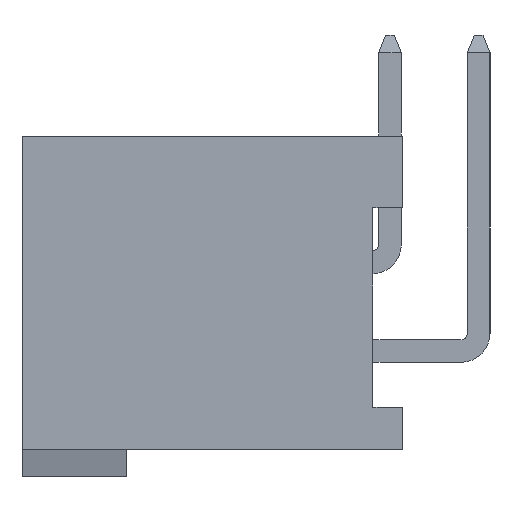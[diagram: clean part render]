
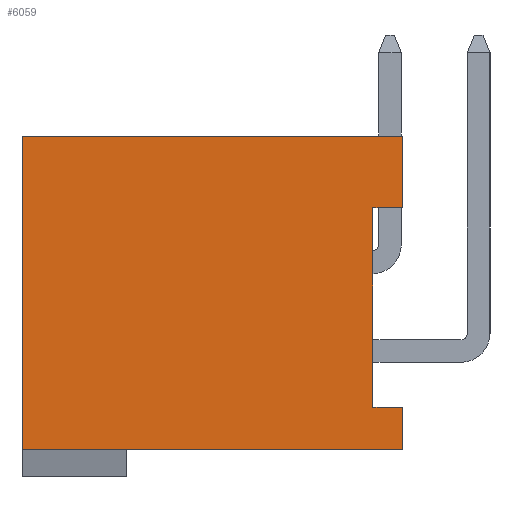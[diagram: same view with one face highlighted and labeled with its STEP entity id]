
A CAD part, left-side view. The second image highlights one B-rep face of the part: STEP entity #6059.
In plain terms, the highlighted planar face has unit normal (-1, 0, 0).
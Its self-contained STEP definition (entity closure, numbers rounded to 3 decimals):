
#55 = LINE ( 'NONE', #13712, #11411 ) ;
#145 = ORIENTED_EDGE ( 'NONE', *, *, #8338, .T. ) ;
#595 = CARTESIAN_POINT ( 'NONE',  ( -13.87, -5.45, -4.1 ) ) ;
#674 = EDGE_LOOP ( 'NONE', ( #13992, #7479, #10514, #5268, #9434, #11316, #145, #8432 ) ) ;
#935 = VERTEX_POINT ( 'NONE', #5670 ) ;
#1015 = CARTESIAN_POINT ( 'NONE',  ( -13.87, 5.45, -4.1 ) ) ;
#1437 = LINE ( 'NONE', #13947, #3985 ) ;
#1533 = CARTESIAN_POINT ( 'NONE',  ( -13.87, 5.45, 4.875 ) ) ;
#1550 = CARTESIAN_POINT ( 'NONE',  ( -13.87, 5.45, -4.875 ) ) ;
#1629 = LINE ( 'NONE', #2810, #12889 ) ;
#1677 = LINE ( 'NONE', #13983, #12949 ) ;
#1687 = DIRECTION ( 'NONE',  ( 0., -1., 0. ) ) ;
#1815 = VERTEX_POINT ( 'NONE', #595 ) ;
#1879 = EDGE_CURVE ( 'NONE', #9966, #1815, #1437, .T. ) ;
#2013 = DIRECTION ( 'NONE',  ( 0., 1., 0. ) ) ;
#2237 = LINE ( 'NONE', #1550, #13508 ) ;
#2611 = DIRECTION ( 'NONE',  ( 0., 0., -1. ) ) ;
#2682 = EDGE_CURVE ( 'NONE', #935, #5022, #11847, .T. ) ;
#2810 = CARTESIAN_POINT ( 'NONE',  ( -13.87, -5.45, -4.875 ) ) ;
#3069 = VERTEX_POINT ( 'NONE', #8555 ) ;
#3085 = VECTOR ( 'NONE', #8252, 1000. ) ;
#3425 = EDGE_CURVE ( 'NONE', #13316, #1815, #11294, .T. ) ;
#3537 = CARTESIAN_POINT ( 'NONE',  ( -13.87, -4.6, -2.875 ) ) ;
#3923 = CARTESIAN_POINT ( 'NONE',  ( -13.87, -4.6, -4.875 ) ) ;
#3985 = VECTOR ( 'NONE', #13764, 1000. ) ;
#4005 = DIRECTION ( 'NONE',  ( 0., 1., 0. ) ) ;
#4025 = VERTEX_POINT ( 'NONE', #1533 ) ;
#4375 = CARTESIAN_POINT ( 'NONE',  ( -13.87, 5.45, -4.875 ) ) ;
#4846 = EDGE_CURVE ( 'NONE', #4025, #13316, #2237, .T. ) ;
#4980 = EDGE_CURVE ( 'NONE', #9454, #935, #11786, .T. ) ;
#5022 = VERTEX_POINT ( 'NONE', #6173 ) ;
#5268 = ORIENTED_EDGE ( 'NONE', *, *, #11670, .T. ) ;
#5483 = DIRECTION ( 'NONE',  ( 0., 0., 1. ) ) ;
#5490 = CARTESIAN_POINT ( 'NONE',  ( -13.87, 5.45, 2.825 ) ) ;
#5670 = CARTESIAN_POINT ( 'NONE',  ( -13.87, -4.6, 2.825 ) ) ;
#5686 = DIRECTION ( 'NONE',  ( 0., -1., 0. ) ) ;
#6046 = VECTOR ( 'NONE', #5686, 1000. ) ;
#6059 = ADVANCED_FACE ( 'NONE', ( #11399 ), #14173, .T. ) ;
#6173 = CARTESIAN_POINT ( 'NONE',  ( -13.87, -5.45, 2.825 ) ) ;
#7137 = CARTESIAN_POINT ( 'NONE',  ( -13.87, 5.45, -4.1 ) ) ;
#7479 = ORIENTED_EDGE ( 'NONE', *, *, #3425, .T. ) ;
#8252 = DIRECTION ( 'NONE',  ( 0., 0., 1. ) ) ;
#8338 = EDGE_CURVE ( 'NONE', #5022, #3069, #1629, .T. ) ;
#8432 = ORIENTED_EDGE ( 'NONE', *, *, #11757, .T. ) ;
#8555 = CARTESIAN_POINT ( 'NONE',  ( -13.87, -5.45, 4.875 ) ) ;
#9329 = DIRECTION ( 'NONE',  ( 0., 0., 1. ) ) ;
#9434 = ORIENTED_EDGE ( 'NONE', *, *, #4980, .T. ) ;
#9454 = VERTEX_POINT ( 'NONE', #3537 ) ;
#9729 = AXIS2_PLACEMENT_3D ( 'NONE', #4375, #12028, #5483 ) ;
#9966 = VERTEX_POINT ( 'NONE', #13984 ) ;
#10514 = ORIENTED_EDGE ( 'NONE', *, *, #1879, .F. ) ;
#11294 = LINE ( 'NONE', #7137, #13864 ) ;
#11316 = ORIENTED_EDGE ( 'NONE', *, *, #2682, .T. ) ;
#11399 = FACE_OUTER_BOUND ( 'NONE', #674, .T. ) ;
#11411 = VECTOR ( 'NONE', #4005, 1000. ) ;
#11670 = EDGE_CURVE ( 'NONE', #9966, #9454, #55, .T. ) ;
#11757 = EDGE_CURVE ( 'NONE', #3069, #4025, #1677, .T. ) ;
#11786 = LINE ( 'NONE', #3923, #3085 ) ;
#11847 = LINE ( 'NONE', #5490, #6046 ) ;
#12028 = DIRECTION ( 'NONE',  ( -1., 0., 0. ) ) ;
#12889 = VECTOR ( 'NONE', #9329, 1000. ) ;
#12949 = VECTOR ( 'NONE', #2013, 1000. ) ;
#13316 = VERTEX_POINT ( 'NONE', #1015 ) ;
#13508 = VECTOR ( 'NONE', #2611, 1000. ) ;
#13712 = CARTESIAN_POINT ( 'NONE',  ( -13.87, 5.45, -2.875 ) ) ;
#13764 = DIRECTION ( 'NONE',  ( 0., 0., -1. ) ) ;
#13864 = VECTOR ( 'NONE', #1687, 1000. ) ;
#13947 = CARTESIAN_POINT ( 'NONE',  ( -13.87, -5.45, -4.875 ) ) ;
#13983 = CARTESIAN_POINT ( 'NONE',  ( -13.87, 5.45, 4.875 ) ) ;
#13984 = CARTESIAN_POINT ( 'NONE',  ( -13.87, -5.45, -2.875 ) ) ;
#13992 = ORIENTED_EDGE ( 'NONE', *, *, #4846, .T. ) ;
#14173 = PLANE ( 'NONE',  #9729 ) ;
